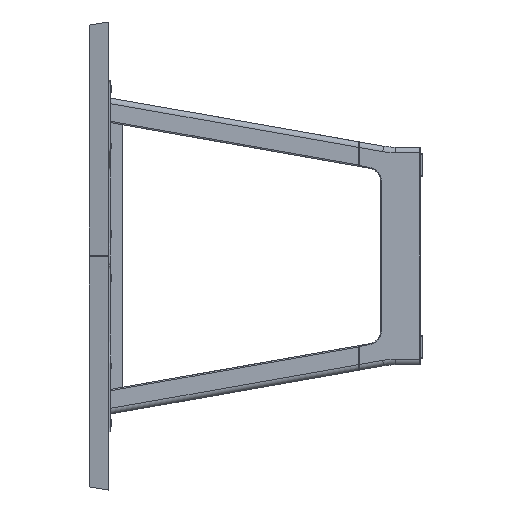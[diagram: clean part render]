
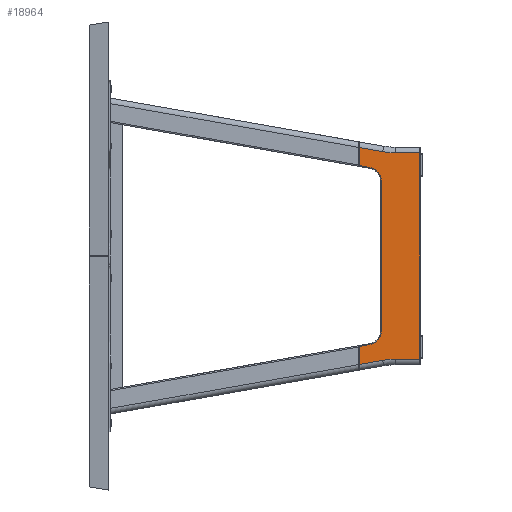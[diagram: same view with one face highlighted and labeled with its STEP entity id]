
A CAD part, left-side view. The second image highlights one B-rep face of the part: STEP entity #18964.
In plain terms, the highlighted planar face has unit normal (-1, 0, 0).
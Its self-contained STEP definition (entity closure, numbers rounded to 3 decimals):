
#352 = DIRECTION ( 'NONE',  ( 1., 0., 0. ) ) ;
#735 = AXIS2_PLACEMENT_3D ( 'NONE', #7538, #17808, #56822 ) ;
#3209 = CARTESIAN_POINT ( 'NONE',  ( -1176.873, -592.107, 205.516 ) ) ;
#4458 = VERTEX_POINT ( 'NONE', #47859 ) ;
#5265 = ORIENTED_EDGE ( 'NONE', *, *, #49070, .T. ) ;
#5363 = AXIS2_PLACEMENT_3D ( 'NONE', #50437, #37781, #10238 ) ;
#5691 = VECTOR ( 'NONE', #9233, 1000. ) ;
#6348 = CARTESIAN_POINT ( 'NONE',  ( -1176.873, -592.107, -259.686 ) ) ;
#7538 = CARTESIAN_POINT ( 'NONE',  ( -1176.873, -610.107, -169.848 ) ) ;
#8316 = CARTESIAN_POINT ( 'NONE',  ( -1176.873, -590.107, -259.686 ) ) ;
#8638 = LINE ( 'NONE', #53522, #5691 ) ;
#8837 = VERTEX_POINT ( 'NONE', #19346 ) ;
#9073 = VERTEX_POINT ( 'NONE', #9764 ) ;
#9233 = DIRECTION ( 'NONE',  ( 0., -0.985, 0.174 ) ) ;
#9283 = EDGE_CURVE ( 'NONE', #48369, #57917, #56371, .T. ) ;
#9356 = ORIENTED_EDGE ( 'NONE', *, *, #51466, .T. ) ;
#9430 = CARTESIAN_POINT ( 'NONE',  ( -1176.873, -645.013, 237.312 ) ) ;
#9764 = CARTESIAN_POINT ( 'NONE',  ( -1176.873, -642.107, 169.848 ) ) ;
#10238 = DIRECTION ( 'NONE',  ( 0., 0., -1. ) ) ;
#10475 = DIRECTION ( 'NONE',  ( 0., 0., 1. ) ) ;
#10556 = VERTEX_POINT ( 'NONE', #9430 ) ;
#11000 = EDGE_CURVE ( 'NONE', #10556, #48369, #17890, .T. ) ;
#11085 = VERTEX_POINT ( 'NONE', #37234 ) ;
#11213 = LINE ( 'NONE', #29110, #34399 ) ;
#13161 = VECTOR ( 'NONE', #52665, 1000. ) ;
#13300 = CARTESIAN_POINT ( 'NONE',  ( -1176.873, -729.607, 234.843 ) ) ;
#13880 = EDGE_CURVE ( 'NONE', #14097, #32154, #14910, .T. ) ;
#14097 = VERTEX_POINT ( 'NONE', #29851 ) ;
#14318 = DIRECTION ( 'NONE',  ( 0., 0., -1. ) ) ;
#14783 = EDGE_CURVE ( 'NONE', #32154, #4458, #11213, .T. ) ;
#14910 = LINE ( 'NONE', #33659, #36202 ) ;
#15172 = EDGE_CURVE ( 'NONE', #51031, #11085, #51305, .T. ) ;
#16885 = LINE ( 'NONE', #34768, #13161 ) ;
#17001 = ORIENTED_EDGE ( 'NONE', *, *, #41900, .T. ) ;
#17243 = VECTOR ( 'NONE', #55054, 1000. ) ;
#17707 = FACE_OUTER_BOUND ( 'NONE', #55433, .T. ) ;
#17808 = DIRECTION ( 'NONE',  ( 1., 0., 0. ) ) ;
#17890 = LINE ( 'NONE', #45433, #35700 ) ;
#18312 = ORIENTED_EDGE ( 'NONE', *, *, #9283, .T. ) ;
#18672 = AXIS2_PLACEMENT_3D ( 'NONE', #24004, #19885, #14318 ) ;
#18848 = DIRECTION ( 'NONE',  ( 1., 0., 0. ) ) ;
#18964 = ADVANCED_FACE ( 'NONE', ( #17707 ), #53198, .F. ) ;
#19085 = EDGE_CURVE ( 'NONE', #4458, #10556, #20469, .T. ) ;
#19346 = CARTESIAN_POINT ( 'NONE',  ( -1176.873, -592.107, -205.516 ) ) ;
#19884 = LINE ( 'NONE', #55946, #28478 ) ;
#19885 = DIRECTION ( 'NONE',  ( 1., 0., 0. ) ) ;
#20351 = ORIENTED_EDGE ( 'NONE', *, *, #11000, .T. ) ;
#20469 = CIRCLE ( 'NONE', #56039, 162.5 ) ;
#20479 = DIRECTION ( 'NONE',  ( 0., -0.985, -0.174 ) ) ;
#21210 = EDGE_CURVE ( 'NONE', #11085, #8837, #16885, .T. ) ;
#21248 = LINE ( 'NONE', #43222, #48837 ) ;
#21292 = EDGE_CURVE ( 'NONE', #28657, #31030, #8638, .T. ) ;
#23185 = CIRCLE ( 'NONE', #5363, 32. ) ;
#23662 = VERTEX_POINT ( 'NONE', #35456 ) ;
#23760 = ORIENTED_EDGE ( 'NONE', *, *, #14783, .T. ) ;
#24004 = CARTESIAN_POINT ( 'NONE',  ( -1176.873, -673.231, -397.343 ) ) ;
#24234 = CARTESIAN_POINT ( 'NONE',  ( -1176.873, -645.013, -237.312 ) ) ;
#25299 = ORIENTED_EDGE ( 'NONE', *, *, #19085, .T. ) ;
#27358 = VECTOR ( 'NONE', #57255, 1000. ) ;
#27948 = CARTESIAN_POINT ( 'NONE',  ( -1176.873, -673.231, 397.343 ) ) ;
#28478 = VECTOR ( 'NONE', #20479, 1000. ) ;
#28657 = VERTEX_POINT ( 'NONE', #47858 ) ;
#29110 = CARTESIAN_POINT ( 'NONE',  ( -1176.873, -673.231, 234.843 ) ) ;
#29851 = CARTESIAN_POINT ( 'NONE',  ( -1176.873, -729.607, -234.843 ) ) ;
#30912 = ORIENTED_EDGE ( 'NONE', *, *, #21292, .T. ) ;
#31030 = VERTEX_POINT ( 'NONE', #24234 ) ;
#31118 = ORIENTED_EDGE ( 'NONE', *, *, #48274, .T. ) ;
#32154 = VERTEX_POINT ( 'NONE', #13300 ) ;
#32818 = ORIENTED_EDGE ( 'NONE', *, *, #33080, .T. ) ;
#33080 = EDGE_CURVE ( 'NONE', #31030, #38381, #38340, .T. ) ;
#33163 = CARTESIAN_POINT ( 'NONE',  ( -1176.873, -642.107, -169.848 ) ) ;
#33659 = CARTESIAN_POINT ( 'NONE',  ( -1176.873, -729.607, -259.686 ) ) ;
#34399 = VECTOR ( 'NONE', #42590, 1000. ) ;
#34768 = CARTESIAN_POINT ( 'NONE',  ( -1176.873, -580.904, -207.491 ) ) ;
#35456 = CARTESIAN_POINT ( 'NONE',  ( -1176.873, -615.664, 201.362 ) ) ;
#35603 = DIRECTION ( 'NONE',  ( 0., 0., -1. ) ) ;
#35700 = VECTOR ( 'NONE', #44281, 1000. ) ;
#35924 = ORIENTED_EDGE ( 'NONE', *, *, #21210, .T. ) ;
#36202 = VECTOR ( 'NONE', #10475, 1000. ) ;
#37234 = CARTESIAN_POINT ( 'NONE',  ( -1176.873, -615.664, -201.362 ) ) ;
#37781 = DIRECTION ( 'NONE',  ( 1., 0., 0. ) ) ;
#38109 = LINE ( 'NONE', #43366, #44220 ) ;
#38340 = CIRCLE ( 'NONE', #18672, 162.5 ) ;
#38381 = VERTEX_POINT ( 'NONE', #49288 ) ;
#39287 = DIRECTION ( 'NONE',  ( 0., 0., -1. ) ) ;
#39300 = EDGE_CURVE ( 'NONE', #57917, #23662, #19884, .T. ) ;
#39383 = CARTESIAN_POINT ( 'NONE',  ( -1176.873, -592.107, -259.686 ) ) ;
#40013 = ORIENTED_EDGE ( 'NONE', *, *, #39300, .T. ) ;
#40297 = CARTESIAN_POINT ( 'NONE',  ( -1176.873, -592.107, 246.64 ) ) ;
#40446 = ORIENTED_EDGE ( 'NONE', *, *, #15172, .T. ) ;
#41693 = ORIENTED_EDGE ( 'NONE', *, *, #13880, .T. ) ;
#41900 = EDGE_CURVE ( 'NONE', #23662, #9073, #23185, .T. ) ;
#42590 = DIRECTION ( 'NONE',  ( 0., 1., 0. ) ) ;
#43222 = CARTESIAN_POINT ( 'NONE',  ( -1176.873, -730.107, -234.843 ) ) ;
#43366 = CARTESIAN_POINT ( 'NONE',  ( -1176.873, -642.107, -259.686 ) ) ;
#44220 = VECTOR ( 'NONE', #39287, 1000. ) ;
#44281 = DIRECTION ( 'NONE',  ( 0., 0.985, 0.174 ) ) ;
#45433 = CARTESIAN_POINT ( 'NONE',  ( -1176.873, -676.755, 231.715 ) ) ;
#46101 = DIRECTION ( 'NONE',  ( 0., 0., -1. ) ) ;
#46541 = LINE ( 'NONE', #6348, #17243 ) ;
#47858 = CARTESIAN_POINT ( 'NONE',  ( -1176.873, -592.107, -246.64 ) ) ;
#47859 = CARTESIAN_POINT ( 'NONE',  ( -1176.873, -673.231, 234.843 ) ) ;
#48207 = DIRECTION ( 'NONE',  ( 0., -1., 0. ) ) ;
#48274 = EDGE_CURVE ( 'NONE', #38381, #14097, #21248, .T. ) ;
#48369 = VERTEX_POINT ( 'NONE', #40297 ) ;
#48837 = VECTOR ( 'NONE', #48207, 1000. ) ;
#49070 = EDGE_CURVE ( 'NONE', #9073, #51031, #38109, .T. ) ;
#49288 = CARTESIAN_POINT ( 'NONE',  ( -1176.873, -673.231, -234.843 ) ) ;
#50401 = AXIS2_PLACEMENT_3D ( 'NONE', #8316, #352, #35603 ) ;
#50437 = CARTESIAN_POINT ( 'NONE',  ( -1176.873, -610.107, 169.848 ) ) ;
#51031 = VERTEX_POINT ( 'NONE', #33163 ) ;
#51305 = CIRCLE ( 'NONE', #735, 32. ) ;
#51466 = EDGE_CURVE ( 'NONE', #8837, #28657, #46541, .T. ) ;
#52665 = DIRECTION ( 'NONE',  ( 0., 0.985, -0.174 ) ) ;
#53198 = PLANE ( 'NONE',  #50401 ) ;
#53522 = CARTESIAN_POINT ( 'NONE',  ( -1176.873, -587.937, -247.376 ) ) ;
#55054 = DIRECTION ( 'NONE',  ( 0., 0., -1. ) ) ;
#55433 = EDGE_LOOP ( 'NONE', ( #20351, #18312, #40013, #17001, #5265, #40446, #35924, #9356, #30912, #32818, #31118, #41693, #23760, #25299 ) ) ;
#55946 = CARTESIAN_POINT ( 'NONE',  ( -1176.873, -669.722, 191.83 ) ) ;
#56039 = AXIS2_PLACEMENT_3D ( 'NONE', #27948, #18848, #46101 ) ;
#56371 = LINE ( 'NONE', #39383, #27358 ) ;
#56822 = DIRECTION ( 'NONE',  ( 0., 0., -1. ) ) ;
#57255 = DIRECTION ( 'NONE',  ( 0., 0., -1. ) ) ;
#57917 = VERTEX_POINT ( 'NONE', #3209 ) ;
